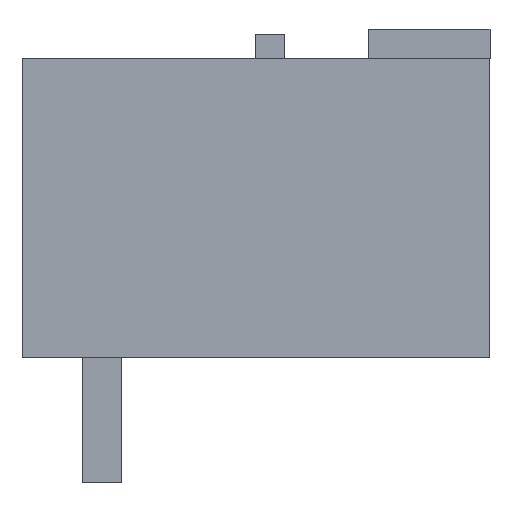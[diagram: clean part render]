
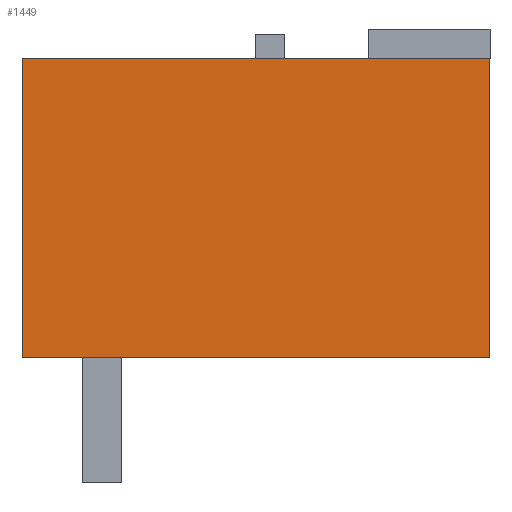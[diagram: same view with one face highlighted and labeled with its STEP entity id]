
A CAD part, left-side view. The second image highlights one B-rep face of the part: STEP entity #1449.
In plain terms, the highlighted planar face has unit normal (-1, 0, 0).
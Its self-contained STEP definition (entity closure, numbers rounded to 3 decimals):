
#1429=AXIS2_PLACEMENT_3D('Plane Axis2P3D',#1426,#1427,#1428) ;
#95=CARTESIAN_POINT('Vertex',(0.,0.,10.88)) ;
#98=CARTESIAN_POINT('Line Origine',(0.,0.,7.04)) ;
#102=CARTESIAN_POINT('Vertex',(0.,0.,3.2)) ;
#1027=CARTESIAN_POINT('Vertex',(0.,12.,10.88)) ;
#1030=CARTESIAN_POINT('Line Origine',(0.,6.,10.88)) ;
#1426=CARTESIAN_POINT('Axis2P3D Location',(0.,0.,10.88)) ;
#1431=CARTESIAN_POINT('Line Origine',(0.,6.,3.2)) ;
#1435=CARTESIAN_POINT('Vertex',(0.,12.,3.2)) ;
#1438=CARTESIAN_POINT('Line Origine',(0.,12.,7.04)) ;
#99=DIRECTION('Vector Direction',(0.,0.,-1.)) ;
#1031=DIRECTION('Vector Direction',(0.,1.,0.)) ;
#1427=DIRECTION('Axis2P3D Direction',(1.,0.,0.)) ;
#1428=DIRECTION('Axis2P3D XDirection',(0.,0.,-1.)) ;
#1432=DIRECTION('Vector Direction',(0.,1.,0.)) ;
#1439=DIRECTION('Vector Direction',(0.,0.,-1.)) ;
#100=VECTOR('Line Direction',#99,1.) ;
#1032=VECTOR('Line Direction',#1031,1.) ;
#1433=VECTOR('Line Direction',#1432,1.) ;
#1440=VECTOR('Line Direction',#1439,1.) ;
#1444=ORIENTED_EDGE('',*,*,#1437,.F.) ;
#1445=ORIENTED_EDGE('',*,*,#104,.F.) ;
#1446=ORIENTED_EDGE('',*,*,#1034,.T.) ;
#1447=ORIENTED_EDGE('',*,*,#1442,.F.) ;
#1449=ADVANCED_FACE('HOUSING',(#1448),#1430,.F.) ;
#104=EDGE_CURVE('',#96,#103,#101,.T.) ;
#1034=EDGE_CURVE('',#96,#1028,#1033,.T.) ;
#1437=EDGE_CURVE('',#103,#1436,#1434,.T.) ;
#1442=EDGE_CURVE('',#1436,#1028,#1441,.F.) ;
#1443=EDGE_LOOP('',(#1444,#1445,#1446,#1447)) ;
#1448=FACE_OUTER_BOUND('',#1443,.T.) ;
#101=LINE('Line',#98,#100) ;
#1033=LINE('Line',#1030,#1032) ;
#1434=LINE('Line',#1431,#1433) ;
#1441=LINE('Line',#1438,#1440) ;
#1430=PLANE('',#1429) ;
#96=VERTEX_POINT('',#95) ;
#103=VERTEX_POINT('',#102) ;
#1028=VERTEX_POINT('',#1027) ;
#1436=VERTEX_POINT('',#1435) ;
